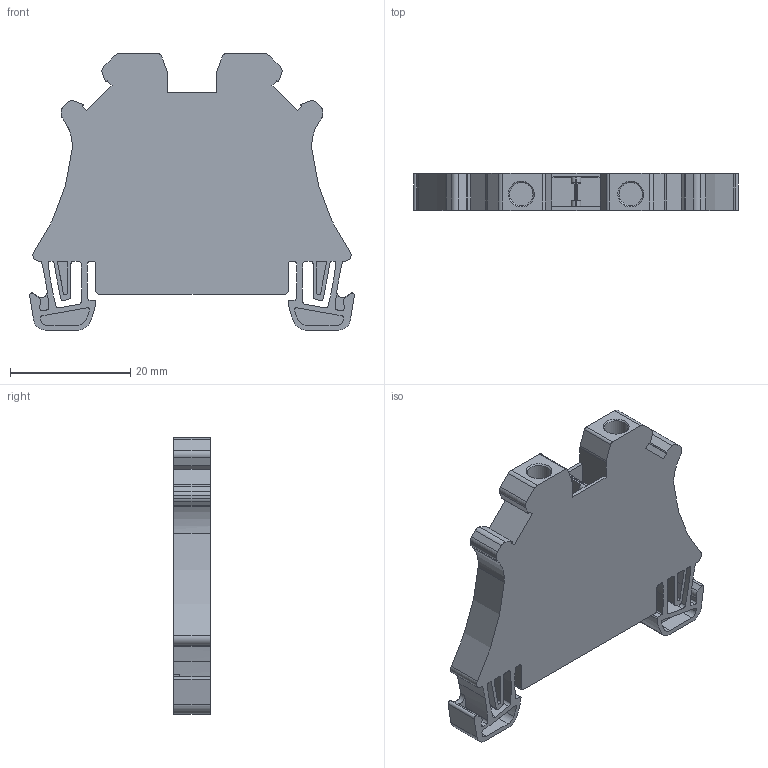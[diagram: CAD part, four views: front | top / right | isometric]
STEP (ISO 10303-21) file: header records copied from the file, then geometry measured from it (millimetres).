
FILE_DESCRIPTION( ('This file contains a STEP AP42 implementation' ,'as created by ZW3D STEP Interface translator.') ,'2;1' );
FILE_NAME( 'RUT4.stp' ,'23 322.133640', (''), ('ZWCAD Software Co.'), 'Version 1.0', 'ZW3D to STEP translator', '' );
FILE_SCHEMA(('AUTOMOTIVE_DESIGN { 1 0 10303 214 1 1 1 1 }'));
Length unit declared in the file: millimetre
Products named in the file (2): 0; RUT4(2)_錨璃45
Bounding box: 54.13 x 6.15 x 46 mm (x, y, z)
Volume: 9734 mm3; surface area: 5874.3 mm2
Topology: 1 solids, 1 shells, 236 faces, 677 edges, 453 vertices
Faces by surface type: plane 117, cylinder 117, cone 1, bspline 1
Full cylindrical faces by diameter (mm): 3.9 x2
Entity records: 8177 total; most frequent: CARTESIAN_POINT 1482, DIRECTION 1380, ORIENTED_EDGE 1354, EDGE_CURVE 677, AXIS2_PLACEMENT_3D 474, VERTEX_POINT 453, VECTOR 432, LINE 432
